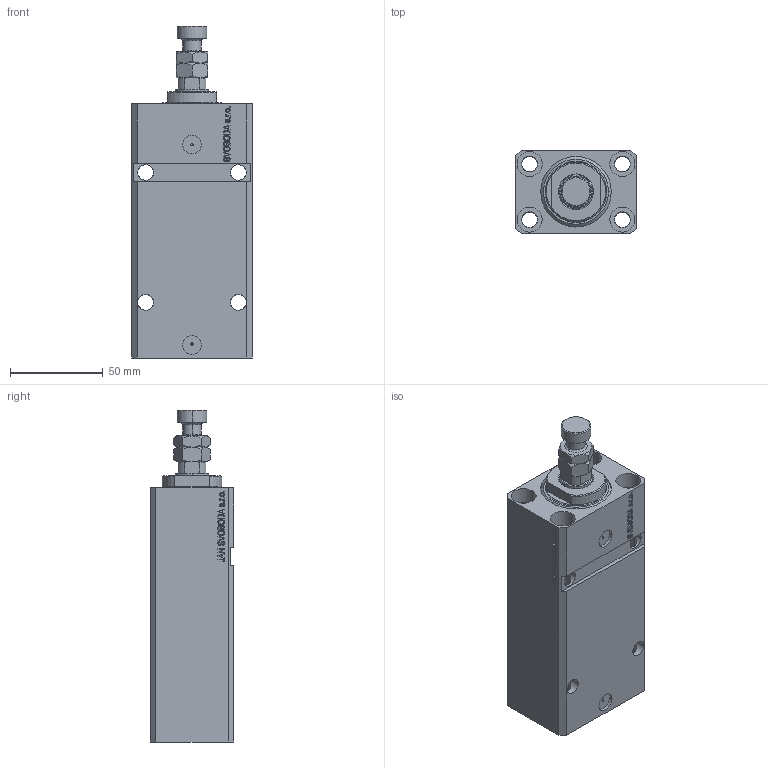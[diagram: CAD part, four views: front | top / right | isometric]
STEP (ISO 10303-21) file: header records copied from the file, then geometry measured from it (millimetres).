
FILE_DESCRIPTION (( 'STEP AP203' ), '1' );
FILE_NAME ('8da9.STEP', '2023-10-07T15:58:56', ( '' ), ( '' ), 'SwSTEP 2.0', 'SolidWorks 2019', '' );
FILE_SCHEMA (( 'CONFIG_CONTROL_DESIGN' ));
Length unit declared in the file: millimetre
Products named in the file (5): MFA 6d32c72d23706cb07a433f8dd060d55b; V250CE_VC_E 6d32c72d23706cb07a433f8dd060d55b; V250CE_C_VCP 6d32c72d23706cb07a433f8dd060d55b; 8da9; V250CE_E_Body 6d32c72d23706cb07a433f8dd060d55b
Assembly tree (4 placements, depth 2):
  8da9
    V250CE_E_Body 6d32c72d23706cb07a433f8dd060d55b
    V250CE_C_VCP 6d32c72d23706cb07a433f8dd060d55b
    V250CE_VC_E 6d32c72d23706cb07a433f8dd060d55b
    MFA 6d32c72d23706cb07a433f8dd060d55b
Bounding box: 65 x 45 x 179 mm (x, y, z)
Volume: 340287.6 mm3; surface area: 82636.2 mm2
Topology: 4 solids, 4 shells, 969 faces, 2463 edges, 1594 vertices
Faces by surface type: plane 451, bspline 360, cylinder 108, cone 40, torus 10
Entity records: 46630 total; most frequent: CARTESIAN_POINT 25240, ORIENTED_EDGE 4922, DIRECTION 3069, EDGE_CURVE 2461, VERTEX_POINT 1594, VECTOR 1435, LINE 1435, EDGE_LOOP 1105
